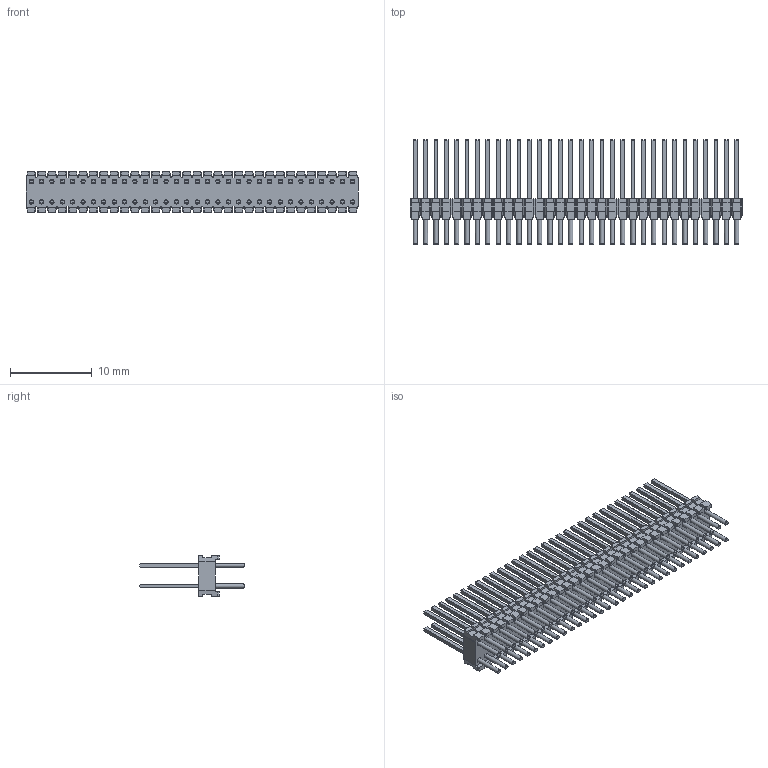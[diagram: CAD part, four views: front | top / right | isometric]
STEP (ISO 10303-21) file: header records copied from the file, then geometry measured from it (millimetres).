
FILE_DESCRIPTION(/* description */ ('STEP AP214'),/* implementation_level */ '2;1');
FILE_NAME(/* name */ 'TMS-132-53-G-D',/* time_stamp */ '2025-05-21T23:13:03+02:00',/* author */ ('License CC BY-ND 4.0'),/* organization */ ('CADENAS'),/* preprocessor_version */ 'ST-DEVELOPER v19.3',/* originating_system */ 'PARTsolutions',/* authorisation */ ' ');
FILE_SCHEMA (('AUTOMOTIVE_DESIGN {1 0 10303 214 3 1 1}'));
Length unit declared in the file: inch
Products named in the file (3): TMS-132-53-G-D; TMS-132-D_header; T-1M6-32-53-D
Assembly tree (2 placements, depth 2):
  TMS-132-53-G-D
    TMS-132-D_header
    T-1M6-32-53-D
Bounding box: 40.64 x 12.83 x 4.98 mm (x, y, z)
Volume: 584.2 mm3; surface area: 2709.8 mm2
Topology: 2 solids, 2 shells, 2068 faces, 6060 edges, 3996 vertices
Faces by surface type: plane 2004, cylinder 64
Full cylindrical faces by diameter (mm): 0.508 x64
Entity records: 66730 total; most frequent: CARTESIAN_POINT 11935, ORIENTED_EDGE 11864, DIRECTION 10398, EDGE_CURVE 5932, LINE 5608, VECTOR 5608, VERTEX_POINT 3932, AXIS2_PLACEMENT_3D 2395
